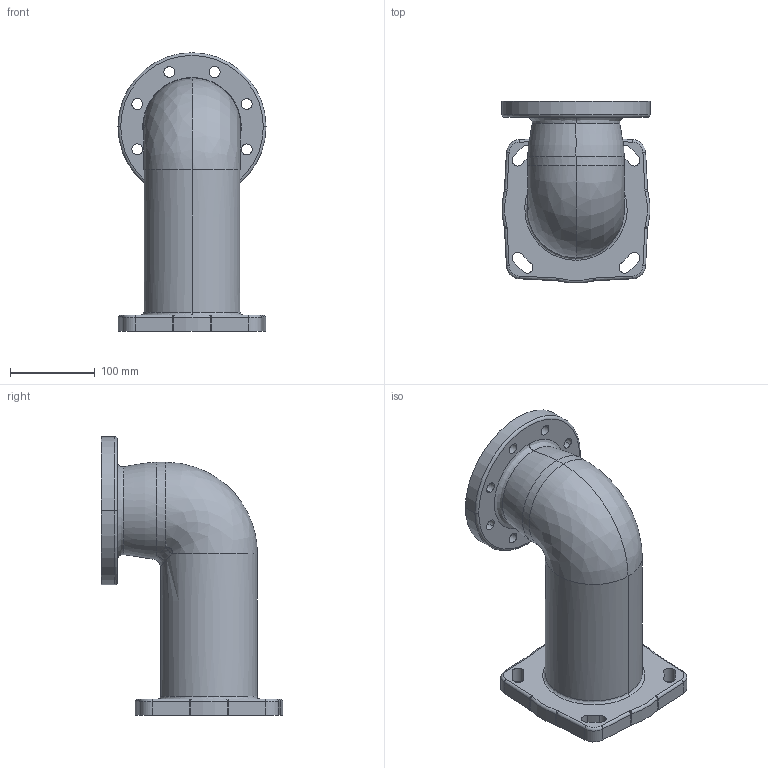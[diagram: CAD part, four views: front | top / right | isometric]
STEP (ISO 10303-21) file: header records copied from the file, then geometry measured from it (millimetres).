
FILE_DESCRIPTION((''),'2;1');
FILE_NAME('D40490','2017-04-20T',('sobrien2'),(''),'CREO PARAMETRIC BY PTC INC, 2015290','CREO PARAMETRIC BY PTC INC, 2015290','');
FILE_SCHEMA(('CONFIG_CONTROL_DESIGN'));
Length unit declared in the file: inch
Products named in the file (1): D40490
Bounding box: 174.62 x 214.01 x 328.61 mm (x, y, z)
Volume: 1419124.4 mm3; surface area: 342147.4 mm2
Topology: 1 solids, 1 shells, 154 faces, 374 edges, 222 vertices
Faces by surface type: cylinder 62, bspline 56, torus 18, plane 16, cone 2
Entity records: 9149 total; most frequent: CARTESIAN_POINT 5703, ORIENTED_EDGE 748, DIRECTION 662, EDGE_CURVE 374, AXIS2_PLACEMENT_3D 280, VERTEX_POINT 222, EDGE_LOOP 182, CIRCLE 182
